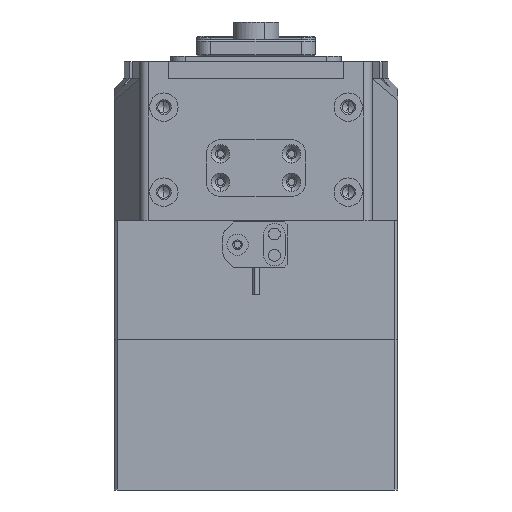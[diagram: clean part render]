
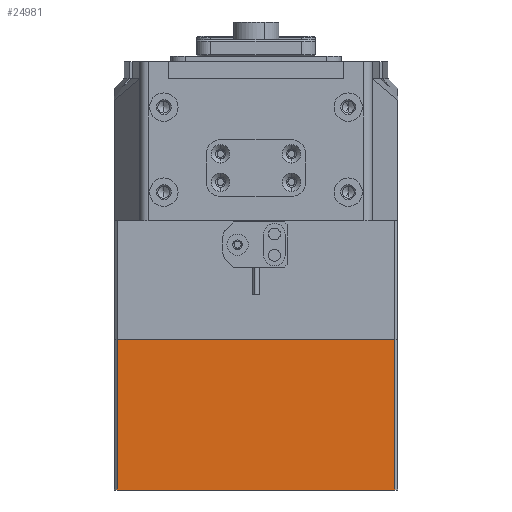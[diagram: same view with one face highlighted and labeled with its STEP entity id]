
A CAD part, left-side view. The second image highlights one B-rep face of the part: STEP entity #24981.
In plain terms, the highlighted planar face has unit normal (-1, 0, 0).
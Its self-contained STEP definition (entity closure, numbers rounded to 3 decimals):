
#986 = CARTESIAN_POINT ( 'NONE',  ( -79.489, -53.015, 55. ) ) ;
#1143 = FACE_OUTER_BOUND ( 'NONE', #29379, .T. ) ;
#4064 = ORIENTED_EDGE ( 'NONE', *, *, #6202, .F. ) ;
#5544 = CARTESIAN_POINT ( 'NONE',  ( -79.489, 44.785, 108. ) ) ;
#6202 = EDGE_CURVE ( 'NONE', #12136, #52549, #46629, .T. ) ;
#6299 = ORIENTED_EDGE ( 'NONE', *, *, #39132, .T. ) ;
#6399 = VECTOR ( 'NONE', #28487, 1000. ) ;
#7523 = VECTOR ( 'NONE', #17285, 1000. ) ;
#9995 = VECTOR ( 'NONE', #39255, 1000. ) ;
#11026 = LINE ( 'NONE', #40953, #6399 ) ;
#11464 = VERTEX_POINT ( 'NONE', #5544 ) ;
#12136 = VERTEX_POINT ( 'NONE', #31886 ) ;
#14182 = VERTEX_POINT ( 'NONE', #43657 ) ;
#17285 = DIRECTION ( 'NONE',  ( 0., 1., 0. ) ) ;
#19512 = PLANE ( 'NONE',  #38773 ) ;
#22112 = EDGE_CURVE ( 'NONE', #12136, #14182, #27360, .T. ) ;
#22370 = DIRECTION ( 'NONE',  ( 0., 0., 1. ) ) ;
#24466 = ORIENTED_EDGE ( 'NONE', *, *, #22112, .T. ) ;
#24981 = ADVANCED_FACE ( 'NONE', ( #1143 ), #19512, .F. ) ;
#27360 = LINE ( 'NONE', #986, #34029 ) ;
#28487 = DIRECTION ( 'NONE',  ( 0., 0., -1. ) ) ;
#29379 = EDGE_LOOP ( 'NONE', ( #24466, #6299, #37340, #4064 ) ) ;
#30046 = CARTESIAN_POINT ( 'NONE',  ( -79.489, 44.785, 55. ) ) ;
#30521 = EDGE_CURVE ( 'NONE', #11464, #52549, #11026, .T. ) ;
#31808 = DIRECTION ( 'NONE',  ( 1., 0., 0. ) ) ;
#31886 = CARTESIAN_POINT ( 'NONE',  ( -79.489, -53.015, 55. ) ) ;
#33665 = CARTESIAN_POINT ( 'NONE',  ( -79.489, 45.785, 108. ) ) ;
#34029 = VECTOR ( 'NONE', #22370, 1000. ) ;
#35167 = CARTESIAN_POINT ( 'NONE',  ( -79.489, 45.785, 55. ) ) ;
#37340 = ORIENTED_EDGE ( 'NONE', *, *, #30521, .T. ) ;
#38773 = AXIS2_PLACEMENT_3D ( 'NONE', #53315, #31808, #49214 ) ;
#39132 = EDGE_CURVE ( 'NONE', #14182, #11464, #41493, .T. ) ;
#39255 = DIRECTION ( 'NONE',  ( 0., 1., 0. ) ) ;
#40953 = CARTESIAN_POINT ( 'NONE',  ( -79.489, 44.785, 55. ) ) ;
#41493 = LINE ( 'NONE', #33665, #7523 ) ;
#43657 = CARTESIAN_POINT ( 'NONE',  ( -79.489, -53.015, 108. ) ) ;
#46629 = LINE ( 'NONE', #35167, #9995 ) ;
#49214 = DIRECTION ( 'NONE',  ( 0., 0., 1. ) ) ;
#52549 = VERTEX_POINT ( 'NONE', #30046 ) ;
#53315 = CARTESIAN_POINT ( 'NONE',  ( -79.489, 45.785, 55. ) ) ;
